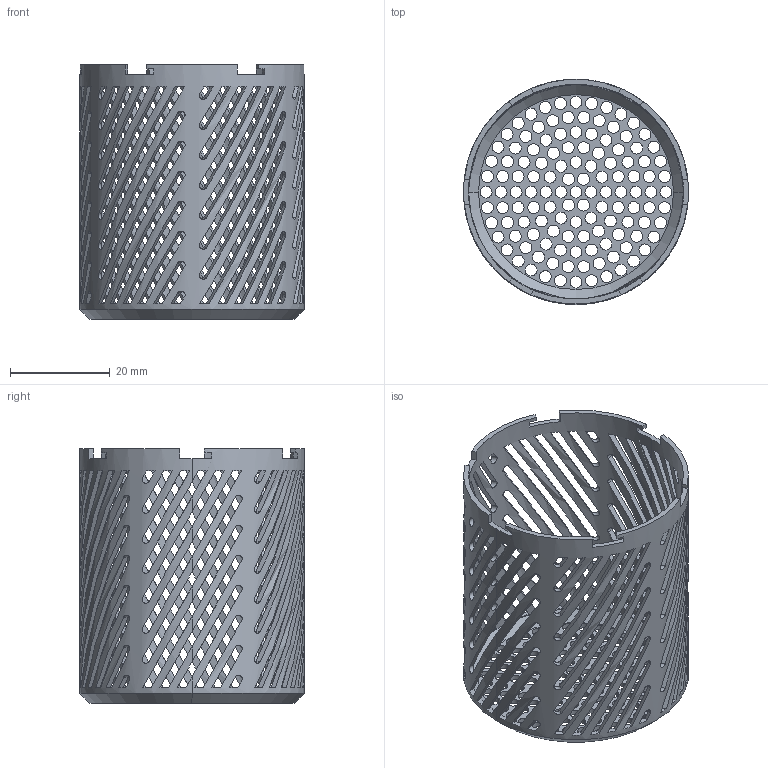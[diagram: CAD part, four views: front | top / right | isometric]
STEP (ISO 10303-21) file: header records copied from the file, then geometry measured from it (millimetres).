
FILE_DESCRIPTION (( 'STEP AP214' ), '1' );
FILE_NAME ('Shell.STEP', '2024-11-19T12:05:56', ( '' ), ( '' ), 'SwSTEP 2.0', 'SolidWorks 2021', '' );
FILE_SCHEMA (( 'AUTOMOTIVE_DESIGN' ));
Length unit declared in the file: millimetre
Products named in the file (1): Shell
Bounding box: 45 x 45 x 51 mm (x, y, z)
Volume: 5262.7 mm3; surface area: 15039.9 mm2
Topology: 1 solids, 1 shells, 654 faces, 2036 edges, 1356 vertices
Faces by surface type: cylinder 384, plane 266, cone 4
Entity records: 25474 total; most frequent: CARTESIAN_POINT 7427, ORIENTED_EDGE 4072, DIRECTION 3426, EDGE_CURVE 2036, VERTEX_POINT 1356, AXIS2_PLACEMENT_3D 1355, EDGE_LOOP 1036, LINE 716
